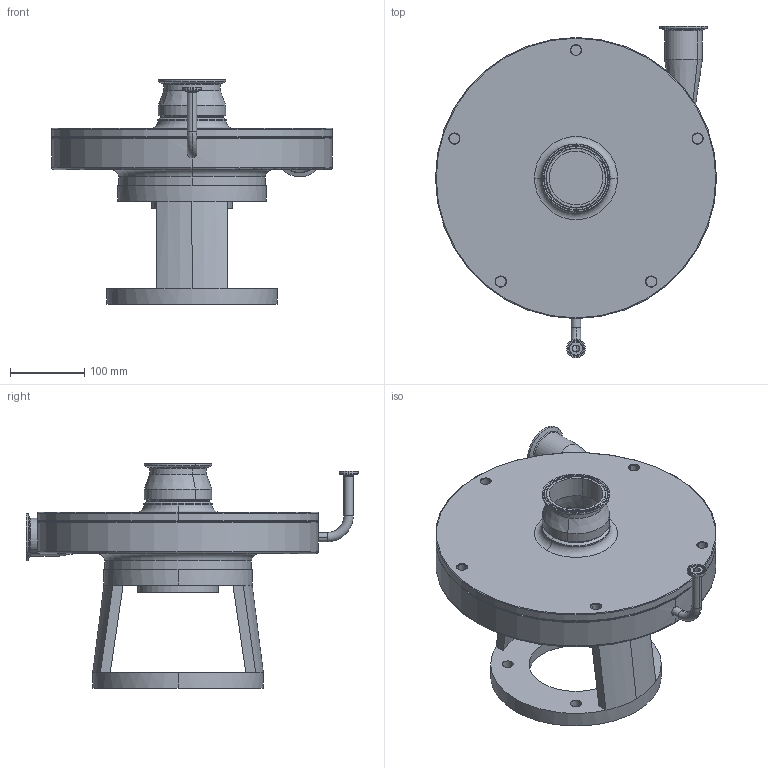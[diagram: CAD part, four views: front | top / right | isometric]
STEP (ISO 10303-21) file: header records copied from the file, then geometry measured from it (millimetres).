
FILE_DESCRIPTION (( 'STEP AP214' ), '1' );
FILE_NAME ('FPR 751-752 250TC VERT 1-2 IN ELBOW FRONT DRAIN.STEP', '2023-01-03T20:43:51', ( '' ), ( '' ), 'SwSTEP 2.0', 'SolidWorks 2021', '' );
FILE_SCHEMA (( 'AUTOMOTIVE_DESIGN' ));
Length unit declared in the file: millimetre
Products named in the file (1): FPR 751-752 250TC VERT 1-2 IN ELBOW FRONT DRAIN
Bounding box: 379 x 447.7 x 302.5 mm (x, y, z)
Volume: 7201073.6 mm3; surface area: 791690.5 mm2
Topology: 2 solids, 2 shells, 234 faces, 521 edges, 307 vertices
Faces by surface type: cylinder 81, torus 64, cone 52, plane 29, bspline 6, sphere 2
Entity records: 7064 total; most frequent: CARTESIAN_POINT 1617, DIRECTION 1277, ORIENTED_EDGE 1042, AXIS2_PLACEMENT_3D 565, EDGE_CURVE 521, CIRCLE 336, VERTEX_POINT 307, EDGE_LOOP 274
